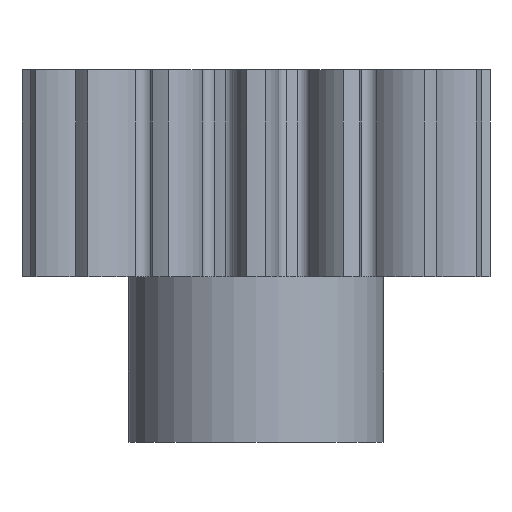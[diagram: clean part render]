
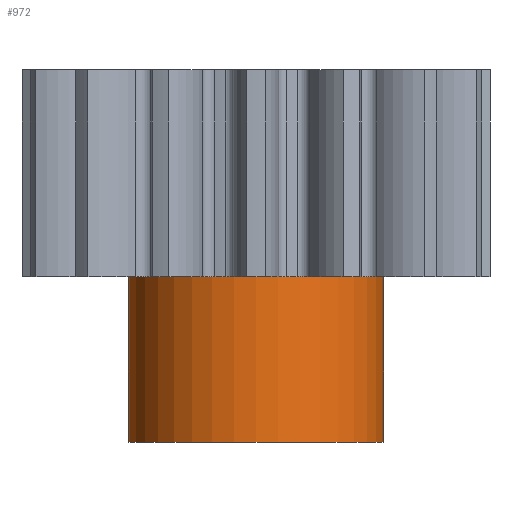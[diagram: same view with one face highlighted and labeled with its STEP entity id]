
A CAD part, front view. The second image highlights one B-rep face of the part: STEP entity #972.
In plain terms, the highlighted cylindrical face has radius 9.25 mm (diameter 18.5 mm), a partial arc.
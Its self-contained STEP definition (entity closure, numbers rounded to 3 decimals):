
#125 = VERTEX_POINT ( 'NONE', #1290 ) ;
#126 = VERTEX_POINT ( 'NONE', #1287 ) ;
#128 = VERTEX_POINT ( 'NONE', #1264 ) ;
#130 = EDGE_CURVE ( 'NONE', #128, #125, #1136, .T. ) ;
#171 = EDGE_CURVE ( 'NONE', #182, #126, #1548, .T. ) ;
#182 = VERTEX_POINT ( 'NONE', #1551 ) ;
#972 = ADVANCED_FACE ( 'NONE', ( #2489 ), #2544, .T. ) ;
#975 = ORIENTED_EDGE ( 'NONE', *, *, #1063, .T. ) ;
#977 = ORIENTED_EDGE ( 'NONE', *, *, #3663, .F. ) ;
#1061 = ORIENTED_EDGE ( 'NONE', *, *, #171, .T. ) ;
#1063 = EDGE_CURVE ( 'NONE', #128, #182, #2765, .T. ) ;
#1065 = EDGE_LOOP ( 'NONE', ( #1068, #975, #1061, #977 ) ) ;
#1068 = ORIENTED_EDGE ( 'NONE', *, *, #130, .F. ) ;
#1133 = DIRECTION ( 'NONE',  ( 0., 0., 1. ) ) ;
#1134 = VECTOR ( 'NONE', #1133, 1000. ) ;
#1135 = CARTESIAN_POINT ( 'NONE',  ( -9.25, 0., -12. ) ) ;
#1136 = LINE ( 'NONE', #1135, #1134 ) ;
#1264 = CARTESIAN_POINT ( 'NONE',  ( -9.25, 0., -12. ) ) ;
#1287 = CARTESIAN_POINT ( 'NONE',  ( 9.25, 0., 0. ) ) ;
#1290 = CARTESIAN_POINT ( 'NONE',  ( -9.25, 0., 0. ) ) ;
#1540 = DIRECTION ( 'NONE',  ( 0., 0., 1. ) ) ;
#1541 = VECTOR ( 'NONE', #1540, 1000. ) ;
#1542 = CARTESIAN_POINT ( 'NONE',  ( 9.25, 0., -12. ) ) ;
#1548 = LINE ( 'NONE', #1542, #1541 ) ;
#1551 = CARTESIAN_POINT ( 'NONE',  ( 9.25, 0., -12. ) ) ;
#2489 = FACE_OUTER_BOUND ( 'NONE', #1065, .T. ) ;
#2498 = AXIS2_PLACEMENT_3D ( 'NONE', #2538, #2535, #2534 ) ;
#2534 = DIRECTION ( 'NONE',  ( 1., 0., 0. ) ) ;
#2535 = DIRECTION ( 'NONE',  ( 0., 0., 1. ) ) ;
#2538 = CARTESIAN_POINT ( 'NONE',  ( 0., 0., -12. ) ) ;
#2544 = CYLINDRICAL_SURFACE ( 'NONE', #2498, 9.25 ) ;
#2606 = DIRECTION ( 'NONE',  ( 1., 0., 0. ) ) ;
#2607 = DIRECTION ( 'NONE',  ( 0., 0., 1. ) ) ;
#2608 = AXIS2_PLACEMENT_3D ( 'NONE', #2767, #2607, #2606 ) ;
#2765 = CIRCLE ( 'NONE', #2608, 9.25 ) ;
#2767 = CARTESIAN_POINT ( 'NONE',  ( 0., 0., -12. ) ) ;
#3087 = CARTESIAN_POINT ( 'NONE',  ( 0., 0., 0. ) ) ;
#3088 = AXIS2_PLACEMENT_3D ( 'NONE', #3087, #3147, #3146 ) ;
#3110 = CIRCLE ( 'NONE', #3088, 9.25 ) ;
#3146 = DIRECTION ( 'NONE',  ( 1., 0., 0. ) ) ;
#3147 = DIRECTION ( 'NONE',  ( 0., 0., 1. ) ) ;
#3663 = EDGE_CURVE ( 'NONE', #125, #126, #3110, .T. ) ;
